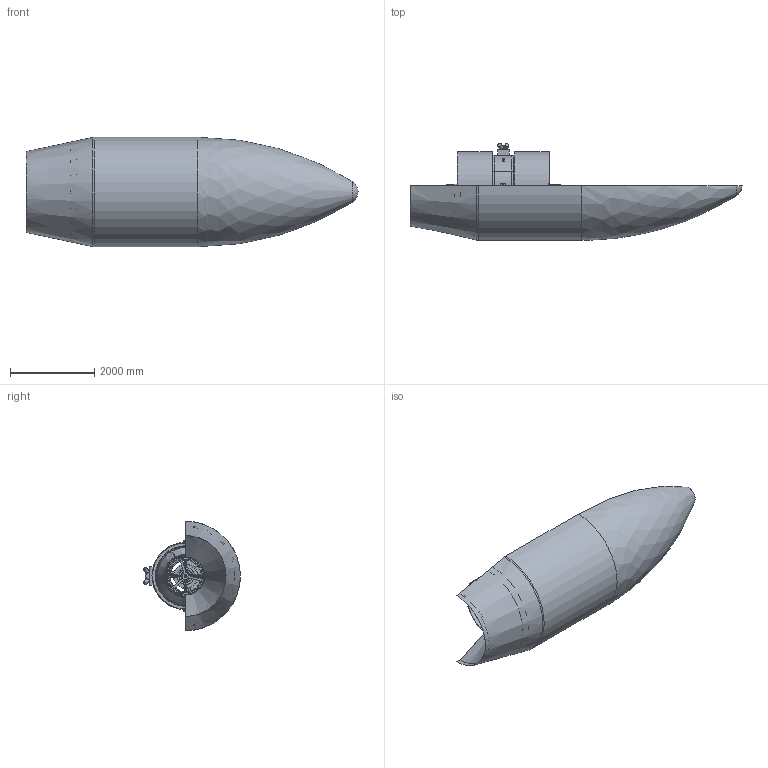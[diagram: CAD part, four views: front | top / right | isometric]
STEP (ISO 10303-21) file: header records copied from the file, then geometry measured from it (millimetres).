
FILE_DESCRIPTION(('CATIA V5 STEP'),'2;1');
FILE_NAME('090605_00_GG.stp','2009-06-05T08:51:26+00:00',('none'),('none'),'CATIA Version 5 Release 18 SP 7 (IN-10)','CATIA V5 STEP AP203','none');
FILE_SCHEMA(('CONFIG_CONTROL_DESIGN'));
Length unit declared in the file: millimetre
Products named in the file (31): 00_GG; 2 EPSA conf; GG S/C; Main Structure; Avionics; On Cylinder; Inside Cylinder; Outside Cylinder; EPSAssy; Propulsion; Lower Thrusters; Solar Arrays; P/L; Assy GG 2 mass accelerometer; Test Masses; New_Assembly_GG_2_mass_accelerometer; Assy_asse_centrale_PGB; Assy_flangia_1_MASSA_esterna; Assy_flangia_2_MASSA_interna; Assy_flangia_1_MASSA_interna; Assy_flangia_2_MASSA_esterna; piastre_capacitive; piastrine_capacitive_1_MASSA_esterna; piastrine_capacitive_2_MASSA_esterna; piastrine_capacitive_1_MASSA_interna; piastrine_capacitive_2_MASSA_interna; PGB-SC Interface; Pacco Molle; Axial Actuators; Radial Actuators; ADAPTER assy
Assembly tree (160 placements, depth 8):
  00_GG
    #56
    2 EPSA conf
      GG S/C
        Main Structure
          #1314
          #2429  x2
          #2628  x2
          #3437  x2
          #4186
          #4394
          #5043  x2
        Avionics
          On Cylinder
            Inside Cylinder
              #5987
              #6162
              #6337
              #6512
              #6687  x2
              #6862
              #7050
              #7225  x2
            Outside Cylinder
              #7382
              EPSAssy  x2
                #7882
                #8057
                #8298
              #8469  x2
          #8890  x2
        Propulsion
          Lower Thrusters  x2
            #9105
            #9777
        Solar Arrays
          #10524  x2
        P/L
          Assy GG 2 mass accelerometer
            Test Masses
              #10895
              #12860
            New_Assembly_GG_2_mass_accelerometer
              #14541
              Assy_asse_centrale_PGB
                #14570  x6
                #15405
                #24050  x6
                #24576
                #24599
              #24702  x2
              #29872  x2
              Assy_flangia_1_MASSA_esterna
                #14570  x3
                #34959
                #39494
                #41556
                #42112
              Assy_flangia_2_MASSA_interna
                #44862
Bounding box: 7880.2 x 2297.82 x 2600 mm (x, y, z)
Volume: 4590959453.2 mm3; surface area: 124468930.1 mm2
Topology: 155 solids, 158 shells, 5030 faces, 14006 edges, 9407 vertices
Faces by surface type: bspline 1843, plane 1830, cylinder 915, cone 241, torus 163, sphere 37, revolution 1
Entity records: 93248 total; most frequent: CARTESIAN_POINT 39078, ORIENTED_EDGE 14044, EDGE_CURVE 7088, DIRECTION 6476, VERTEX_POINT 4768, EDGE_LOOP 3040, AXIS2_PLACEMENT_3D 2723, ADVANCED_FACE 2512
